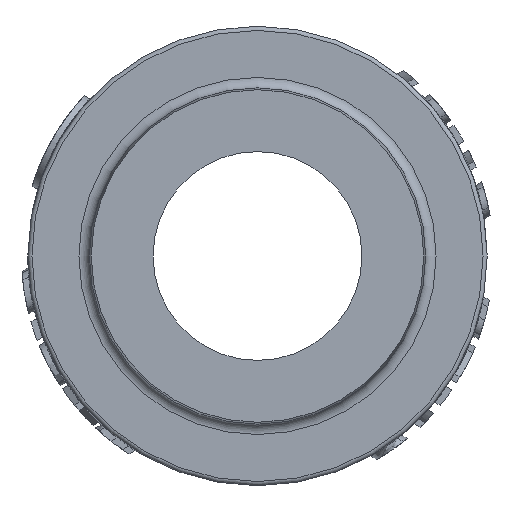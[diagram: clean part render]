
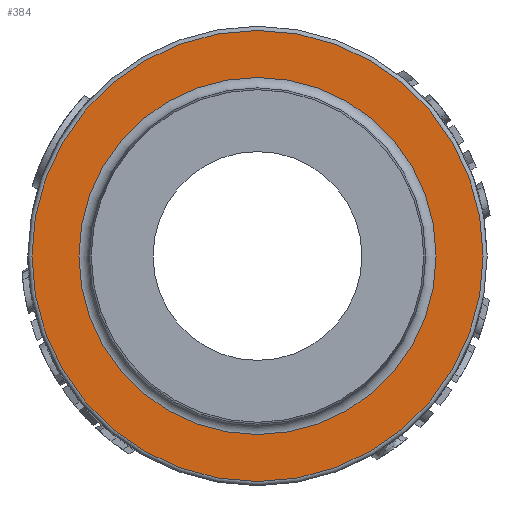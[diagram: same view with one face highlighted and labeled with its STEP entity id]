
A CAD part, front view. The second image highlights one B-rep face of the part: STEP entity #384.
In plain terms, the highlighted planar face has unit normal (0, -1, 0).
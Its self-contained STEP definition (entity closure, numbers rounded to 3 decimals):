
#384 = ADVANCED_FACE( '', ( #917, #918 ), #919, .F. );
#917 = FACE_OUTER_BOUND( '', #1659, .T. );
#918 = FACE_BOUND( '', #1660, .T. );
#919 = PLANE( '', #1661 );
#1659 = EDGE_LOOP( '', ( #2913 ) );
#1660 = EDGE_LOOP( '', ( #2914 ) );
#1661 = AXIS2_PLACEMENT_3D( '', #2915, #2916, #2917 );
#2913 = ORIENTED_EDGE( '', *, *, #4792, .T. );
#2914 = ORIENTED_EDGE( '', *, *, #4793, .T. );
#2915 = CARTESIAN_POINT( '', ( 0., -6., 0. ) );
#2916 = DIRECTION( '', ( 0., 1., 0. ) );
#2917 = DIRECTION( '', ( 0., 0., 1. ) );
#4792 = EDGE_CURVE( '', #5790, #5790, #5791, .F. );
#4793 = EDGE_CURVE( '', #5792, #5792, #5793, .T. );
#5790 = VERTEX_POINT( '', #7874 );
#5791 = CIRCLE( '', #7875, 10.8 );
#5792 = VERTEX_POINT( '', #7876 );
#5793 = CIRCLE( '', #7877, 8.55 );
#7874 = CARTESIAN_POINT( '', ( 0., -6., 10.8 ) );
#7875 = AXIS2_PLACEMENT_3D( '', #9495, #9496, #9497 );
#7876 = CARTESIAN_POINT( '', ( 0., -6., 8.55 ) );
#7877 = AXIS2_PLACEMENT_3D( '', #9498, #9499, #9500 );
#9495 = CARTESIAN_POINT( '', ( 0., -6., 0. ) );
#9496 = DIRECTION( '', ( 0., 1., 0. ) );
#9497 = DIRECTION( '', ( 0., 0., 1. ) );
#9498 = CARTESIAN_POINT( '', ( 0., -6., 0. ) );
#9499 = DIRECTION( '', ( 0., 1., 0. ) );
#9500 = DIRECTION( '', ( 0., 0., 1. ) );
